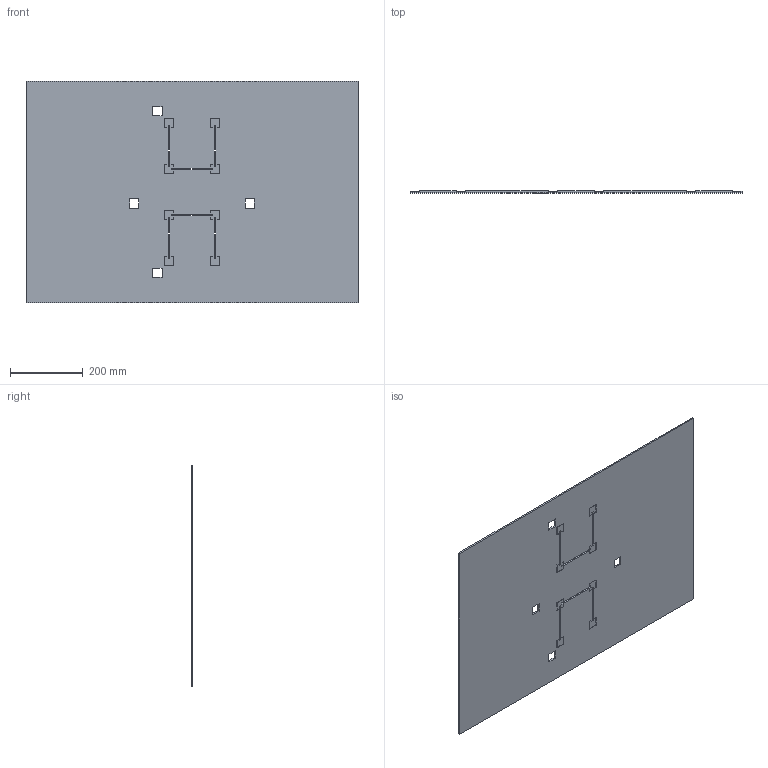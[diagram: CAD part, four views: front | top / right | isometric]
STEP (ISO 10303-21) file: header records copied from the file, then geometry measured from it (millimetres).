
FILE_DESCRIPTION (( 'STEP AP203' ), '1' );
FILE_NAME ('Main Module Floor.STEP', '2019-05-07T17:08:16', ( '' ), ( '' ), 'SwSTEP 2.0', 'SolidWorks 2014', '' );
FILE_SCHEMA (( 'CONFIG_CONTROL_DESIGN' ));
Length unit declared in the file: inch
Products named in the file (1): Main Module Floor
Bounding box: 914.4 x 4.76 x 609.6 mm (x, y, z)
Volume: 2589394.2 mm3; surface area: 1128779.6 mm2
Topology: 1 solids, 1 shells, 170 faces, 528 edges, 352 vertices
Faces by surface type: plane 170
Entity records: 5871 total; most frequent: ORIENTED_EDGE 1056, CARTESIAN_POINT 1051, DIRECTION 870, EDGE_CURVE 528, VECTOR 528, LINE 528, VERTEX_POINT 352, EDGE_LOOP 182
